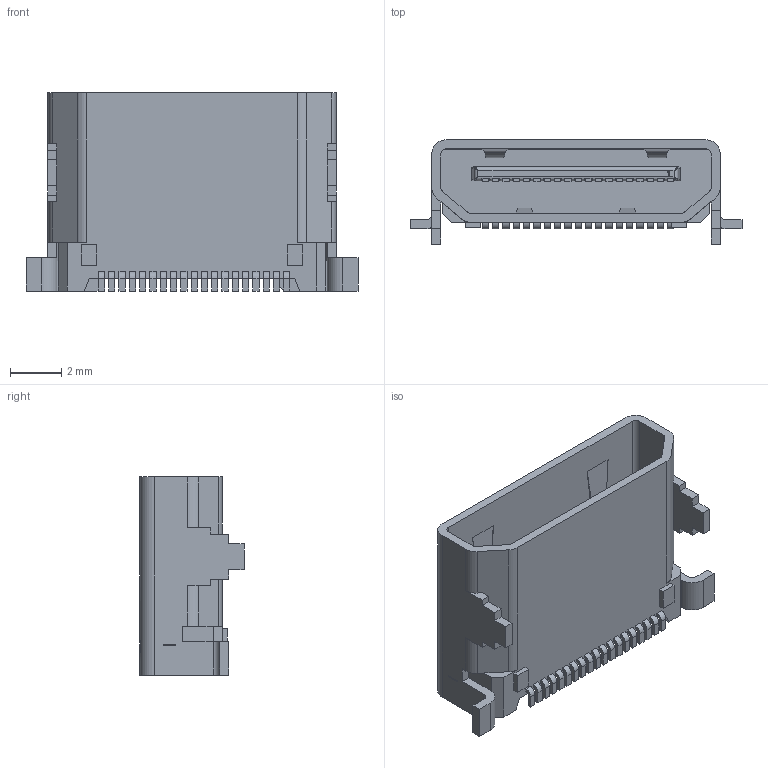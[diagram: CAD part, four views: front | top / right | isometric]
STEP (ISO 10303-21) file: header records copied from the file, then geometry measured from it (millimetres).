
FILE_DESCRIPTION(('STEP AP203'),'1');
FILE_NAME('2013978-1.stp','2022-07-27T07:44:31',('TraceParts'),('TraceParts S.A.'),'Spatial InterOp 3D',' ',' ');
FILE_SCHEMA(('CONFIG_CONTROL_DESIGN'));
Length unit declared in the file: millimetre
Products named in the file (1): 1
Bounding box: 12.9 x 4.05 x 7.7 mm (x, y, z)
Volume: 131.5 mm3; surface area: 565.5 mm2
Topology: 1 solids, 1 shells, 658 faces, 1928 edges, 1274 vertices
Faces by surface type: plane 502, cylinder 148, bspline 8
Entity records: 22188 total; most frequent: CARTESIAN_POINT 4415, ORIENTED_EDGE 3856, DIRECTION 3498, EDGE_CURVE 1928, LINE 1544, VECTOR 1544, VERTEX_POINT 1274, AXIS2_PLACEMENT_3D 977
